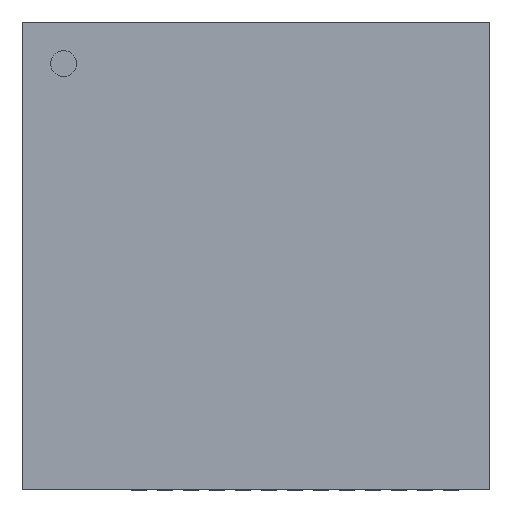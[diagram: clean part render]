
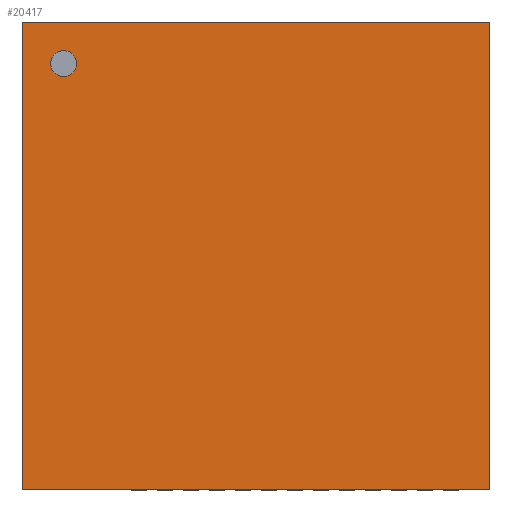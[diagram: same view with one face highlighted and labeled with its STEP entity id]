
A CAD part, top view. The second image highlights one B-rep face of the part: STEP entity #20417.
In plain terms, the highlighted free-form (B-spline) face has degree [1, 1] with [2, 2] control points.
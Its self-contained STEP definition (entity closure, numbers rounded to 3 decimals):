
#10879=CARTESIAN_POINT('',(-3.45,3.7,1.0));
#10880=VERTEX_POINT('',#10879);
#10889=CARTESIAN_POINT('',(-3.95,3.7,1.0));
#10890=VERTEX_POINT('',#10889);
#10891=CARTESIAN_POINT('',(-3.7,3.7,1.0));
#10892=DIRECTION('',(0.0,0.0,-1.0));
#10893=DIRECTION('',(1.0,0.0,0.0));
#10894=AXIS2_PLACEMENT_3D('',#10891,#10892,#10893);
#10895=CIRCLE('',#10894,0.25);
#10896=EDGE_CURVE('',#10890,#10880,#10895,.T.);
#10930=CARTESIAN_POINT('',(-3.7,3.7,1.0));
#10931=DIRECTION('',(0.0,0.0,-1.0));
#10932=DIRECTION('',(1.0,0.0,0.0));
#10933=AXIS2_PLACEMENT_3D('',#10930,#10931,#10932);
#10934=CIRCLE('',#10933,0.25);
#10935=EDGE_CURVE('',#10880,#10890,#10934,.T.);
#19790=CARTESIAN_POINT('',(-4.5,4.5,1.0));
#19791=VERTEX_POINT('',#19790);
#19798=CARTESIAN_POINT('',(4.5,4.5,1.0));
#19799=VERTEX_POINT('',#19798);
#19800=CARTESIAN_POINT('',(-4.5,4.5,1.0));
#19801=DIRECTION('',(1.0,0.0,0.0));
#19802=VECTOR('',#19801,9.0);
#19803=LINE('',#19800,#19802);
#19804=EDGE_CURVE('',#19791,#19799,#19803,.T.);
#19965=CARTESIAN_POINT('',(-4.5,-4.5,1.0));
#19966=VERTEX_POINT('',#19965);
#19973=CARTESIAN_POINT('',(-4.5,-4.5,1.0));
#19974=DIRECTION('',(0.0,1.0,0.0));
#19975=VECTOR('',#19974,9.0);
#19976=LINE('',#19973,#19975);
#19977=EDGE_CURVE('',#19966,#19791,#19976,.T.);
#20149=CARTESIAN_POINT('',(4.5,-4.5,1.0));
#20150=VERTEX_POINT('',#20149);
#20157=CARTESIAN_POINT('',(4.5,-4.5,1.0));
#20158=DIRECTION('',(-1.0,0.0,0.0));
#20159=VECTOR('',#20158,9.0);
#20160=LINE('',#20157,#20159);
#20161=EDGE_CURVE('',#20150,#19966,#20160,.T.);
#20323=CARTESIAN_POINT('',(4.5,4.5,1.0));
#20324=DIRECTION('',(0.0,-1.0,0.0));
#20325=VECTOR('',#20324,9.0);
#20326=LINE('',#20323,#20325);
#20327=EDGE_CURVE('',#19799,#20150,#20326,.T.);
#20402=CARTESIAN_POINT('',(-4.5,-4.5,1.0));
#20403=CARTESIAN_POINT('',(4.5,-4.5,1.0));
#20404=CARTESIAN_POINT('',(-4.5,4.5,1.0));
#20405=CARTESIAN_POINT('',(4.5,4.5,1.0));
#20406=B_SPLINE_SURFACE_WITH_KNOTS('',1,1,((#20402,#20404),(#20403,#20405)),.UNSPECIFIED.,.F.,.F.,.U.,(2,2),(2,2),(0.0,9.0),(0.0,9.0),.UNSPECIFIED.);
#20407=ORIENTED_EDGE('',*,*,#20327,.F.);
#20408=ORIENTED_EDGE('',*,*,#19804,.F.);
#20409=ORIENTED_EDGE('',*,*,#19977,.F.);
#20410=ORIENTED_EDGE('',*,*,#20161,.F.);
#20411=EDGE_LOOP('',(#20407,#20408,#20409,#20410));
#20412=FACE_OUTER_BOUND('',#20411,.T.);
#20413=ORIENTED_EDGE('',*,*,#10935,.T.);
#20414=ORIENTED_EDGE('',*,*,#10896,.T.);
#20415=EDGE_LOOP('',(#20413,#20414));
#20416=FACE_BOUND('',#20415,.T.);
#20417=ADVANCED_FACE('',(#20412,#20416),#20406,.T.);
